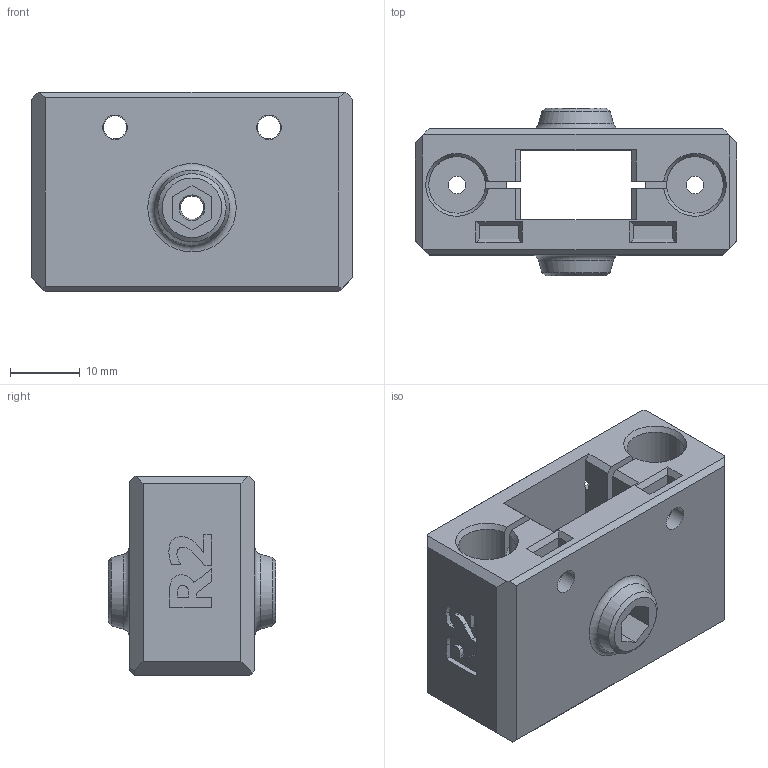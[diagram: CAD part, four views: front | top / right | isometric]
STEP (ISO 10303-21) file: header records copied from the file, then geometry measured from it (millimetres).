
FILE_DESCRIPTION(/* description */ (''),/* implementation_level */ '2;1');
FILE_NAME(/* name */ 'MINI-x-end.stp',/* time_stamp */ '2020-01-22T16:21:13+01:00',/* author */ ('Robert Turinsky'),/* organization */ (''),/* preprocessor_version */ 'ST-DEVELOPER v17.2',/* originating_system */ 'Autodesk Inventor 2019',/* authorisation */ '');
FILE_SCHEMA (('AUTOMOTIVE_DESIGN { 1 0 10303 214 3 1 1 }'));
Length unit declared in the file: millimetre
Products named in the file (1): x-end_mirrored
Bounding box: 46 x 24 x 28.5 mm (x, y, z)
Volume: 15373 mm3; surface area: 8420.7 mm2
Topology: 1 solids, 1 shells, 177 faces, 474 edges, 306 vertices
Faces by surface type: plane 118, cylinder 23, cone 18, bspline 16, torus 2
Full cylindrical faces by diameter (mm): 2.5 x2, 3.3 x6, 3.5 x2, 6.4 x5
Entity records: 5833 total; most frequent: CARTESIAN_POINT 1222, ORIENTED_EDGE 948, DIRECTION 868, EDGE_CURVE 474, LINE 332, VECTOR 332, VERTEX_POINT 306, AXIS2_PLACEMENT_3D 268
